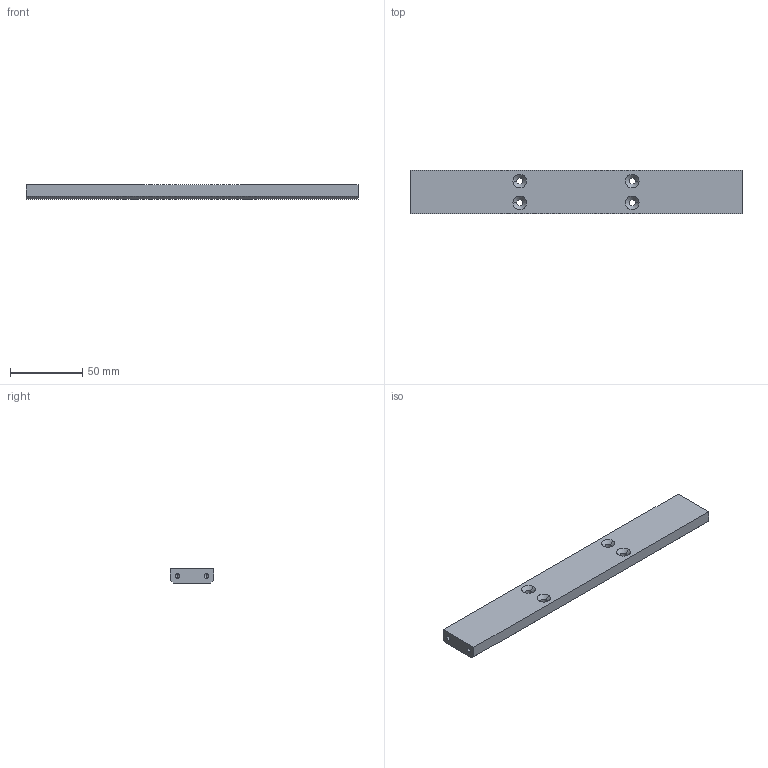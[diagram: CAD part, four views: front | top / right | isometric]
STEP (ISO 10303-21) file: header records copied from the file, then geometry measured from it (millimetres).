
FILE_DESCRIPTION (( 'STEP AP203' ), '1' );
FILE_NAME ('ROV-USI-023A-RENFORT SUP CAM.STEP', '2024-05-24T08:54:32', ( '' ), ( '' ), 'SwSTEP 2.0', 'SolidWorks 2016', '' );
FILE_SCHEMA (( 'CONFIG_CONTROL_DESIGN' ));
Length unit declared in the file: millimetre
Products named in the file (1): ROV-USI-023A-RENFORT SUP CAM
Bounding box: 230 x 30 x 10 mm (x, y, z)
Volume: 66807.8 mm3; surface area: 19324 mm2
Topology: 1 solids, 1 shells, 40 faces, 98 edges, 56 vertices
Faces by surface type: cone 16, cylinder 16, plane 8
Entity records: 1211 total; most frequent: DIRECTION 212, CARTESIAN_POINT 187, ORIENTED_EDGE 180, EDGE_CURVE 90, AXIS2_PLACEMENT_3D 81, VERTEX_POINT 56, EDGE_LOOP 52, LINE 50
